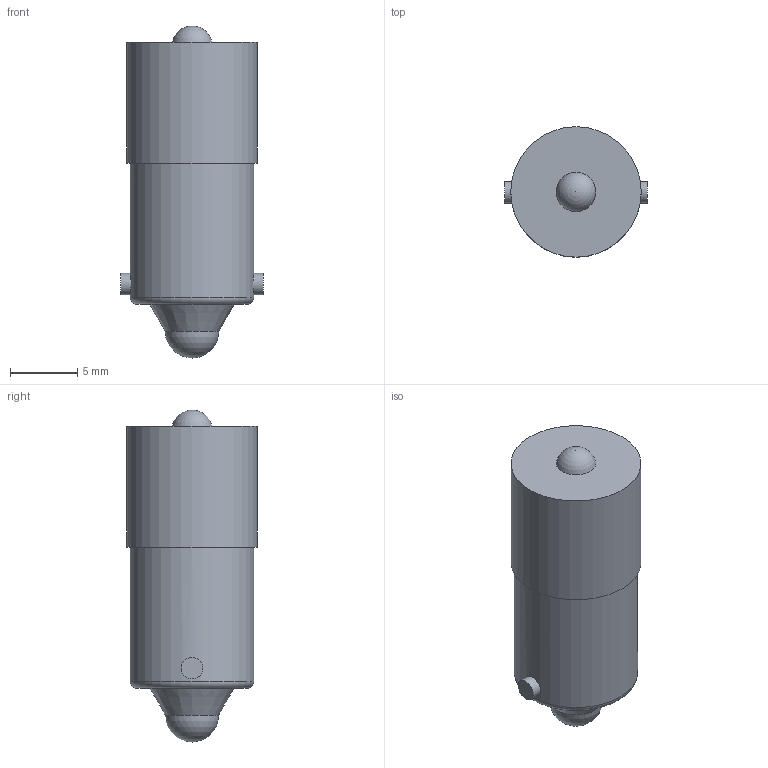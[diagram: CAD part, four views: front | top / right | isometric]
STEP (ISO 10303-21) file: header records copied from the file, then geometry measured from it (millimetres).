
FILE_DESCRIPTION(/* description */ (''),/* implementation_level */ '2;1');
FILE_NAME(/* name */ 'LD9_ipt.stp',/* time_stamp */ '2017-02-20T12:11:37+01:00',/* author */ ('ahoffmann'),/* organization */ (''),/* preprocessor_version */ 'ST-DEVELOPER v16.1',/* originating_system */ 'Autodesk Inventor 2016',/* authorisation */ '');
FILE_SCHEMA (('AUTOMOTIVE_DESIGN { 1 0 10303 214 3 1 1 }'));
Length unit declared in the file: millimetre
Products named in the file (1): LD9... LD9
Bounding box: 10.6 x 9.7 x 24.7 mm (x, y, z)
Volume: 1428.4 mm3; surface area: 762.3 mm2
Topology: 1 solids, 1 shells, 13 faces, 29 edges, 20 vertices
Faces by surface type: plane 5, cylinder 4, sphere 2, torus 1, cone 1
Full cylindrical faces by diameter (mm): 1.6 x2, 9.2 x1, 9.7 x1
Entity records: 364 total; most frequent: CARTESIAN_POINT 104, DIRECTION 48, EDGE_LOOP 24, ORIENTED_EDGE 24, AXIS2_PLACEMENT_3D 24, FACE_OUTER_BOUND 13, ADVANCED_FACE 13, VERTEX_POINT 12
